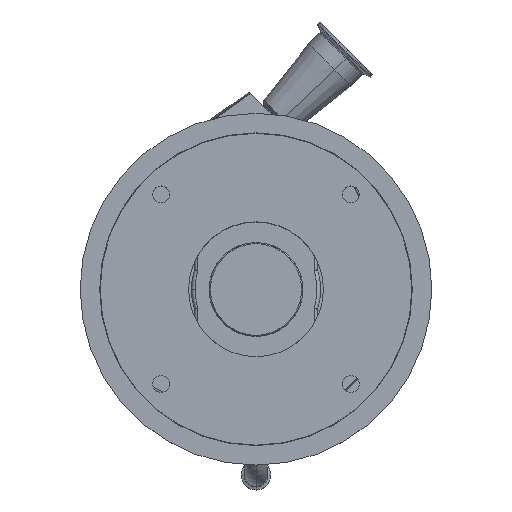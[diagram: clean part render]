
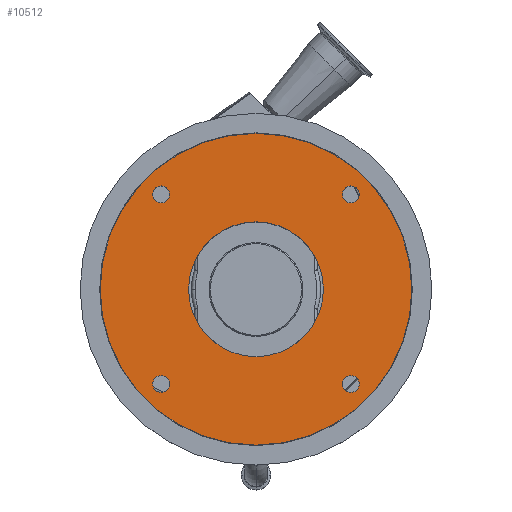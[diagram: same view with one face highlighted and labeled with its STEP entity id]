
A CAD part, top view. The second image highlights one B-rep face of the part: STEP entity #10512.
In plain terms, the highlighted planar face has unit normal (0, 0, 1).
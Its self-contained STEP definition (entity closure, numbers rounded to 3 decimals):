
#246 = AXIS2_PLACEMENT_3D ( 'NONE', #12972, #3799, #3539 ) ;
#279 = VERTEX_POINT ( 'NONE', #5999 ) ;
#357 = VERTEX_POINT ( 'NONE', #2164 ) ;
#442 = ORIENTED_EDGE ( 'NONE', *, *, #6205, .F. ) ;
#549 = CARTESIAN_POINT ( 'NONE',  ( -80.822, -80.822, -9. ) ) ;
#784 = ORIENTED_EDGE ( 'NONE', *, *, #10450, .F. ) ;
#824 = AXIS2_PLACEMENT_3D ( 'NONE', #4107, #9101, #968 ) ;
#872 = ORIENTED_EDGE ( 'NONE', *, *, #9462, .T. ) ;
#968 = DIRECTION ( 'NONE',  ( 1., 0., 0. ) ) ;
#1054 = AXIS2_PLACEMENT_3D ( 'NONE', #12922, #3548, #11915 ) ;
#1071 = VERTEX_POINT ( 'NONE', #9476 ) ;
#1087 = EDGE_CURVE ( 'NONE', #279, #10776, #9059, .T. ) ;
#1234 = VERTEX_POINT ( 'NONE', #4111 ) ;
#1326 = EDGE_LOOP ( 'NONE', ( #9299, #442 ) ) ;
#1379 = CIRCLE ( 'NONE', #12951, 7.25 ) ;
#1434 = FACE_OUTER_BOUND ( 'NONE', #5615, .T. ) ;
#1512 = DIRECTION ( 'NONE',  ( 1., 0., 0. ) ) ;
#1708 = DIRECTION ( 'NONE',  ( 0., 0., 1. ) ) ;
#2094 = ORIENTED_EDGE ( 'NONE', *, *, #7714, .F. ) ;
#2164 = CARTESIAN_POINT ( 'NONE',  ( 73.572, 80.822, -9. ) ) ;
#2213 = VERTEX_POINT ( 'NONE', #8639 ) ;
#2287 = VERTEX_POINT ( 'NONE', #6198 ) ;
#2336 = AXIS2_PLACEMENT_3D ( 'NONE', #12133, #6707, #1512 ) ;
#2338 = CARTESIAN_POINT ( 'NONE',  ( -73.572, 80.822, -9. ) ) ;
#2575 = CIRCLE ( 'NONE', #1054, 7.25 ) ;
#2647 = CARTESIAN_POINT ( 'NONE',  ( 80.822, -80.822, -9. ) ) ;
#2744 = ORIENTED_EDGE ( 'NONE', *, *, #7221, .F. ) ;
#2959 = CARTESIAN_POINT ( 'NONE',  ( -80.822, 80.822, -9. ) ) ;
#3009 = CARTESIAN_POINT ( 'NONE',  ( 0., 0., -9. ) ) ;
#3127 = AXIS2_PLACEMENT_3D ( 'NONE', #7672, #7798, #12138 ) ;
#3210 = CARTESIAN_POINT ( 'NONE',  ( 0., 0., -9. ) ) ;
#3225 = CIRCLE ( 'NONE', #824, 57.5 ) ;
#3391 = ORIENTED_EDGE ( 'NONE', *, *, #10027, .T. ) ;
#3431 = AXIS2_PLACEMENT_3D ( 'NONE', #3210, #8138, #5105 ) ;
#3539 = DIRECTION ( 'NONE',  ( 1., 0., 0. ) ) ;
#3548 = DIRECTION ( 'NONE',  ( 0., 0., 1. ) ) ;
#3555 = FACE_BOUND ( 'NONE', #5436, .T. ) ;
#3569 = AXIS2_PLACEMENT_3D ( 'NONE', #2959, #11198, #8159 ) ;
#3774 = AXIS2_PLACEMENT_3D ( 'NONE', #549, #8892, #4716 ) ;
#3799 = DIRECTION ( 'NONE',  ( 0., 0., 1. ) ) ;
#3904 = ORIENTED_EDGE ( 'NONE', *, *, #8134, .F. ) ;
#4107 = CARTESIAN_POINT ( 'NONE',  ( 0., 0., -9. ) ) ;
#4110 = CARTESIAN_POINT ( 'NONE',  ( -132.95, 0., -9. ) ) ;
#4111 = CARTESIAN_POINT ( 'NONE',  ( 132.95, 0., -9. ) ) ;
#4581 = FACE_BOUND ( 'NONE', #8896, .T. ) ;
#4598 = CIRCLE ( 'NONE', #12265, 7.25 ) ;
#4716 = DIRECTION ( 'NONE',  ( 1., 0., 0. ) ) ;
#5105 = DIRECTION ( 'NONE',  ( 1., 0., 0. ) ) ;
#5330 = CARTESIAN_POINT ( 'NONE',  ( -80.822, 80.822, -9. ) ) ;
#5337 = ORIENTED_EDGE ( 'NONE', *, *, #10912, .F. ) ;
#5436 = EDGE_LOOP ( 'NONE', ( #12547, #2094 ) ) ;
#5482 = CIRCLE ( 'NONE', #13143, 7.25 ) ;
#5517 = AXIS2_PLACEMENT_3D ( 'NONE', #3009, #1708, #8142 ) ;
#5615 = EDGE_LOOP ( 'NONE', ( #872, #3391 ) ) ;
#5772 = DIRECTION ( 'NONE',  ( 0., 0., 1. ) ) ;
#5999 = CARTESIAN_POINT ( 'NONE',  ( -88.072, 80.822, -9. ) ) ;
#6028 = EDGE_LOOP ( 'NONE', ( #784, #3904 ) ) ;
#6038 = CIRCLE ( 'NONE', #2336, 7.25 ) ;
#6074 = VERTEX_POINT ( 'NONE', #7562 ) ;
#6122 = CIRCLE ( 'NONE', #246, 57.5 ) ;
#6174 = ORIENTED_EDGE ( 'NONE', *, *, #1087, .F. ) ;
#6198 = CARTESIAN_POINT ( 'NONE',  ( -57.5, 0., -9. ) ) ;
#6205 = EDGE_CURVE ( 'NONE', #6074, #1071, #5482, .T. ) ;
#6392 = CIRCLE ( 'NONE', #3774, 7.25 ) ;
#6595 = VERTEX_POINT ( 'NONE', #11287 ) ;
#6680 = DIRECTION ( 'NONE',  ( 1., 0., 0. ) ) ;
#6707 = DIRECTION ( 'NONE',  ( 0., 0., 1. ) ) ;
#6863 = DIRECTION ( 'NONE',  ( 0., 0., 1. ) ) ;
#7049 = EDGE_LOOP ( 'NONE', ( #2744, #12522 ) ) ;
#7138 = DIRECTION ( 'NONE',  ( 1., 0., 0. ) ) ;
#7143 = VERTEX_POINT ( 'NONE', #12561 ) ;
#7221 = EDGE_CURVE ( 'NONE', #7143, #2287, #3225, .T. ) ;
#7350 = CIRCLE ( 'NONE', #3431, 132.95 ) ;
#7562 = CARTESIAN_POINT ( 'NONE',  ( 73.572, -80.822, -9. ) ) ;
#7672 = CARTESIAN_POINT ( 'NONE',  ( 0., 0., -9. ) ) ;
#7689 = CIRCLE ( 'NONE', #3127, 132.95 ) ;
#7714 = EDGE_CURVE ( 'NONE', #357, #6595, #6038, .T. ) ;
#7717 = FACE_BOUND ( 'NONE', #7049, .T. ) ;
#7798 = DIRECTION ( 'NONE',  ( 0., 0., 1. ) ) ;
#7883 = VERTEX_POINT ( 'NONE', #4110 ) ;
#8134 = EDGE_CURVE ( 'NONE', #2213, #9054, #2575, .T. ) ;
#8138 = DIRECTION ( 'NONE',  ( 0., 0., 1. ) ) ;
#8142 = DIRECTION ( 'NONE',  ( 1., 0., 0. ) ) ;
#8159 = DIRECTION ( 'NONE',  ( 1., 0., 0. ) ) ;
#8171 = CARTESIAN_POINT ( 'NONE',  ( 80.822, 80.822, -9. ) ) ;
#8207 = PLANE ( 'NONE',  #5517 ) ;
#8492 = DIRECTION ( 'NONE',  ( 0., 0., 1. ) ) ;
#8639 = CARTESIAN_POINT ( 'NONE',  ( -88.072, -80.822, -9. ) ) ;
#8759 = FACE_BOUND ( 'NONE', #6028, .T. ) ;
#8892 = DIRECTION ( 'NONE',  ( 0., 0., 1. ) ) ;
#8896 = EDGE_LOOP ( 'NONE', ( #5337, #6174 ) ) ;
#9054 = VERTEX_POINT ( 'NONE', #11209 ) ;
#9059 = CIRCLE ( 'NONE', #10827, 7.25 ) ;
#9101 = DIRECTION ( 'NONE',  ( 0., 0., 1. ) ) ;
#9174 = DIRECTION ( 'NONE',  ( 1., 0., 0. ) ) ;
#9299 = ORIENTED_EDGE ( 'NONE', *, *, #10571, .F. ) ;
#9462 = EDGE_CURVE ( 'NONE', #1234, #7883, #7350, .T. ) ;
#9476 = CARTESIAN_POINT ( 'NONE',  ( 88.072, -80.822, -9. ) ) ;
#10027 = EDGE_CURVE ( 'NONE', #7883, #1234, #7689, .T. ) ;
#10135 = CARTESIAN_POINT ( 'NONE',  ( 80.822, -80.822, -9. ) ) ;
#10450 = EDGE_CURVE ( 'NONE', #9054, #2213, #6392, .T. ) ;
#10512 = ADVANCED_FACE ( 'NONE', ( #1434, #4581, #8759, #12933, #3555, #7717 ), #8207, .T. ) ;
#10571 = EDGE_CURVE ( 'NONE', #1071, #6074, #1379, .T. ) ;
#10776 = VERTEX_POINT ( 'NONE', #2338 ) ;
#10827 = AXIS2_PLACEMENT_3D ( 'NONE', #5330, #8492, #12677 ) ;
#10912 = EDGE_CURVE ( 'NONE', #10776, #279, #11897, .T. ) ;
#11198 = DIRECTION ( 'NONE',  ( 0., 0., 1. ) ) ;
#11209 = CARTESIAN_POINT ( 'NONE',  ( -73.572, -80.822, -9. ) ) ;
#11287 = CARTESIAN_POINT ( 'NONE',  ( 88.072, 80.822, -9. ) ) ;
#11384 = DIRECTION ( 'NONE',  ( 0., 0., 1. ) ) ;
#11398 = EDGE_CURVE ( 'NONE', #2287, #7143, #6122, .T. ) ;
#11897 = CIRCLE ( 'NONE', #3569, 7.25 ) ;
#11915 = DIRECTION ( 'NONE',  ( 1., 0., 0. ) ) ;
#12133 = CARTESIAN_POINT ( 'NONE',  ( 80.822, 80.822, -9. ) ) ;
#12138 = DIRECTION ( 'NONE',  ( 1., 0., 0. ) ) ;
#12265 = AXIS2_PLACEMENT_3D ( 'NONE', #8171, #6863, #7138 ) ;
#12522 = ORIENTED_EDGE ( 'NONE', *, *, #11398, .F. ) ;
#12547 = ORIENTED_EDGE ( 'NONE', *, *, #13239, .F. ) ;
#12561 = CARTESIAN_POINT ( 'NONE',  ( 57.5, 0., -9. ) ) ;
#12677 = DIRECTION ( 'NONE',  ( 1., 0., 0. ) ) ;
#12922 = CARTESIAN_POINT ( 'NONE',  ( -80.822, -80.822, -9. ) ) ;
#12933 = FACE_BOUND ( 'NONE', #1326, .T. ) ;
#12951 = AXIS2_PLACEMENT_3D ( 'NONE', #10135, #11384, #9174 ) ;
#12972 = CARTESIAN_POINT ( 'NONE',  ( 0., 0., -9. ) ) ;
#13143 = AXIS2_PLACEMENT_3D ( 'NONE', #2647, #5772, #6680 ) ;
#13239 = EDGE_CURVE ( 'NONE', #6595, #357, #4598, .T. ) ;
